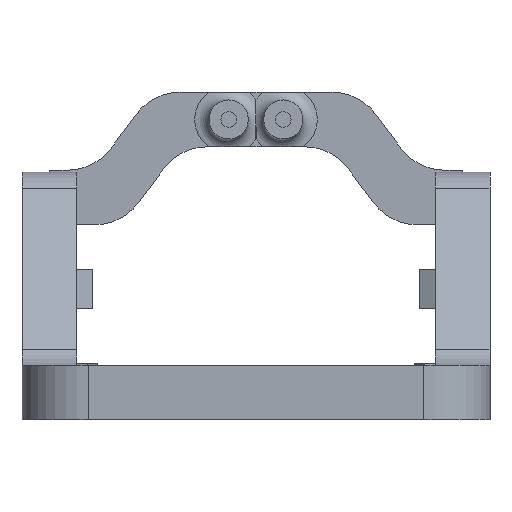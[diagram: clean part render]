
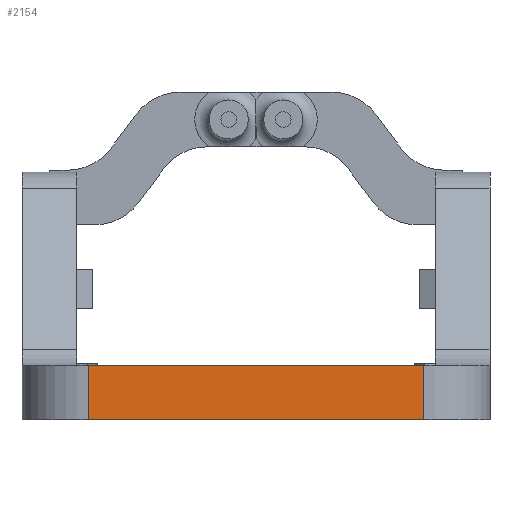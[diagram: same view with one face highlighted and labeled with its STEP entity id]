
A CAD part, left-side view. The second image highlights one B-rep face of the part: STEP entity #2154.
In plain terms, the highlighted planar face has unit normal (-1, 0, 0).
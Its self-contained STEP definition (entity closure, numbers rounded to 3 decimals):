
#66=PLANE('',#2332);
#169=FACE_OUTER_BOUND('',#300,.T.);
#300=EDGE_LOOP('',(#1604,#1605,#1606,#1607));
#501=LINE('',#3172,#715);
#553=LINE('',#3327,#767);
#557=LINE('',#3337,#771);
#558=LINE('',#3338,#772);
#715=VECTOR('',#2509,10.);
#767=VECTOR('',#2663,10.);
#771=VECTOR('',#2675,10.);
#772=VECTOR('',#2676,10.);
#931=VERTEX_POINT('',#3170);
#932=VERTEX_POINT('',#3171);
#983=VERTEX_POINT('',#3325);
#984=VERTEX_POINT('',#3326);
#1141=EDGE_CURVE('',#931,#932,#501,.T.);
#1217=EDGE_CURVE('',#983,#984,#553,.T.);
#1223=EDGE_CURVE('',#932,#984,#557,.T.);
#1224=EDGE_CURVE('',#931,#983,#558,.T.);
#1604=ORIENTED_EDGE('',*,*,#1223,.T.);
#1605=ORIENTED_EDGE('',*,*,#1217,.F.);
#1606=ORIENTED_EDGE('',*,*,#1224,.F.);
#1607=ORIENTED_EDGE('',*,*,#1141,.T.);
#2154=ADVANCED_FACE('',(#169),#66,.T.);
#2332=AXIS2_PLACEMENT_3D('',#3336,#2673,#2674);
#2509=DIRECTION('',(0.,0.,1.));
#2663=DIRECTION('',(0.,0.,1.));
#2673=DIRECTION('center_axis',(-1.,0.,0.));
#2674=DIRECTION('ref_axis',(0.,0.,1.));
#2675=DIRECTION('',(0.,1.,0.));
#2676=DIRECTION('',(0.,1.,0.));
#3170=CARTESIAN_POINT('',(-8.5,-48.,-3.5));
#3171=CARTESIAN_POINT('',(-8.5,-48.,3.5));
#3172=CARTESIAN_POINT('',(-8.5,-48.,3.5));
#3325=CARTESIAN_POINT('',(-8.5,-5.,-3.5));
#3326=CARTESIAN_POINT('',(-8.5,-5.,3.5));
#3327=CARTESIAN_POINT('',(-8.5,-5.,3.5));
#3336=CARTESIAN_POINT('Origin',(-8.5,-22.954,-3.5));
#3337=CARTESIAN_POINT('',(-8.5,-22.954,3.5));
#3338=CARTESIAN_POINT('',(-8.5,-22.954,-3.5));
